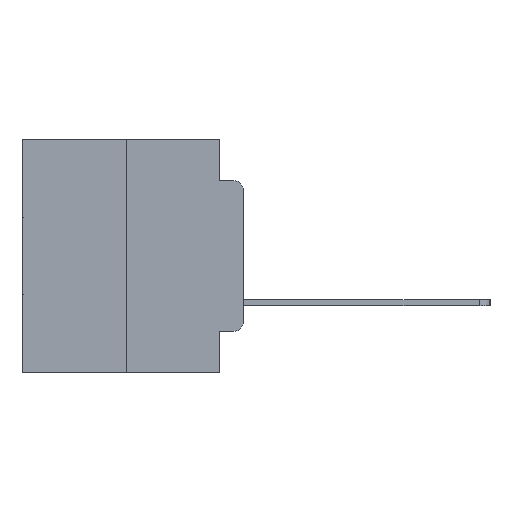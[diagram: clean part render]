
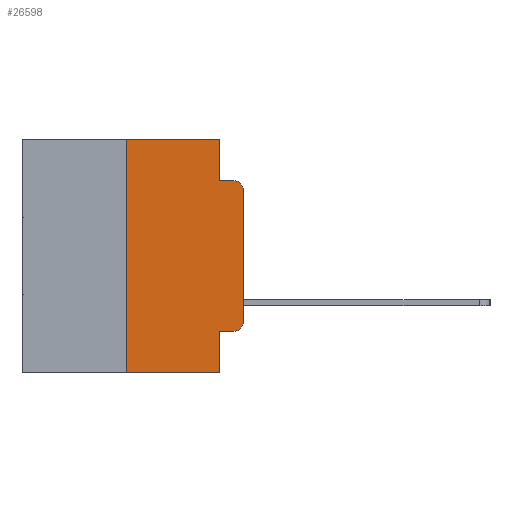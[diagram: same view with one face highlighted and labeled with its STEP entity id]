
A CAD part, left-side view. The second image highlights one B-rep face of the part: STEP entity #26598.
In plain terms, the highlighted planar face has unit normal (-1, 0, 0).
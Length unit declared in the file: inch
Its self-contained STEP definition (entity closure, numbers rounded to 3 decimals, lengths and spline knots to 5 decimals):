
#164 = VECTOR ( 'NONE', #16868, 39.37008 ) ;
#208 = VERTEX_POINT ( 'NONE', #550 ) ;
#296 = EDGE_CURVE ( 'NONE', #2417, #329, #26272, .T. ) ;
#329 = VERTEX_POINT ( 'NONE', #6629 ) ;
#550 = CARTESIAN_POINT ( 'NONE',  ( 0., 0., -0.3915 ) ) ;
#1127 = CARTESIAN_POINT ( 'NONE',  ( 0., 0.051, -0.0885 ) ) ;
#1165 = DIRECTION ( 'NONE',  ( 0., -1., 0. ) ) ;
#1836 = EDGE_CURVE ( 'NONE', #21641, #5172, #22231, .T. ) ;
#2417 = VERTEX_POINT ( 'NONE', #17130 ) ;
#2622 = EDGE_CURVE ( 'NONE', #5172, #26545, #19095, .T. ) ;
#3007 = DIRECTION ( 'NONE',  ( 0., 0., 1. ) ) ;
#3551 = VERTEX_POINT ( 'NONE', #5365 ) ;
#3605 = DIRECTION ( 'NONE',  ( 1., 0., 0. ) ) ;
#4115 = DIRECTION ( 'NONE',  ( 0., -1., 0. ) ) ;
#4861 = EDGE_CURVE ( 'NONE', #26545, #17159, #23769, .T. ) ;
#5172 = VERTEX_POINT ( 'NONE', #6834 ) ;
#5190 = AXIS2_PLACEMENT_3D ( 'NONE', #22629, #9379, #24810 ) ;
#5365 = CARTESIAN_POINT ( 'NONE',  ( 0., 0.02, -0.4115 ) ) ;
#5809 = VECTOR ( 'NONE', #12546, 39.37008 ) ;
#6433 = EDGE_CURVE ( 'NONE', #17159, #25590, #12330, .T. ) ;
#6629 = CARTESIAN_POINT ( 'NONE',  ( 0., 0.051, -0.5 ) ) ;
#6834 = CARTESIAN_POINT ( 'NONE',  ( 0., 0.25, 0. ) ) ;
#6964 = CARTESIAN_POINT ( 'NONE',  ( 0., 0.02, -0.1085 ) ) ;
#7188 = VECTOR ( 'NONE', #4115, 39.37008 ) ;
#7389 = CARTESIAN_POINT ( 'NONE',  ( 0., 0.25, -0.5 ) ) ;
#7959 = EDGE_CURVE ( 'NONE', #25663, #25590, #15496, .T. ) ;
#8067 = CARTESIAN_POINT ( 'NONE',  ( 0., 0.051, 0. ) ) ;
#8078 = VECTOR ( 'NONE', #1165, 39.37008 ) ;
#9267 = DIRECTION ( 'NONE',  ( 0., 0., -1. ) ) ;
#9379 = DIRECTION ( 'NONE',  ( -1., 0., 0. ) ) ;
#9757 = DIRECTION ( 'NONE',  ( 0., 0., -1. ) ) ;
#10419 = CARTESIAN_POINT ( 'NONE',  ( 0., 0.473, 0. ) ) ;
#10520 = CARTESIAN_POINT ( 'NONE',  ( 0., 0.473, 0. ) ) ;
#10951 = FACE_OUTER_BOUND ( 'NONE', #22804, .T. ) ;
#11012 = EDGE_CURVE ( 'NONE', #208, #25663, #23591, .T. ) ;
#11900 = LINE ( 'NONE', #27780, #5809 ) ;
#12295 = CARTESIAN_POINT ( 'NONE',  ( 0., 0., -0.1085 ) ) ;
#12300 = AXIS2_PLACEMENT_3D ( 'NONE', #10419, #3605, #19366 ) ;
#12330 = LINE ( 'NONE', #1127, #164 ) ;
#12546 = DIRECTION ( 'NONE',  ( 0., -1., 0. ) ) ;
#13982 = VECTOR ( 'NONE', #9757, 39.37008 ) ;
#14122 = LINE ( 'NONE', #14685, #8078 ) ;
#14260 = CARTESIAN_POINT ( 'NONE',  ( 0., 0.02, -0.0885 ) ) ;
#14685 = CARTESIAN_POINT ( 'NONE',  ( 0., 0.051, -0.4115 ) ) ;
#15496 = CIRCLE ( 'NONE', #24952, 0.02 ) ;
#16201 = ORIENTED_EDGE ( 'NONE', *, *, #26287, .T. ) ;
#16442 = ORIENTED_EDGE ( 'NONE', *, *, #27700, .T. ) ;
#16594 = CARTESIAN_POINT ( 'NONE',  ( 0., 0., 0. ) ) ;
#16868 = DIRECTION ( 'NONE',  ( 0., -1., 0. ) ) ;
#17130 = CARTESIAN_POINT ( 'NONE',  ( 0., 0.051, -0.4115 ) ) ;
#17159 = VERTEX_POINT ( 'NONE', #26039 ) ;
#17278 = ORIENTED_EDGE ( 'NONE', *, *, #296, .F. ) ;
#17532 = ORIENTED_EDGE ( 'NONE', *, *, #19395, .T. ) ;
#17768 = VECTOR ( 'NONE', #3007, 39.37008 ) ;
#18278 = ORIENTED_EDGE ( 'NONE', *, *, #1836, .F. ) ;
#18333 = ORIENTED_EDGE ( 'NONE', *, *, #2622, .F. ) ;
#18633 = CIRCLE ( 'NONE', #5190, 0.02 ) ;
#18920 = ORIENTED_EDGE ( 'NONE', *, *, #4861, .F. ) ;
#19000 = ORIENTED_EDGE ( 'NONE', *, *, #6433, .F. ) ;
#19095 = LINE ( 'NONE', #10520, #7188 ) ;
#19215 = ORIENTED_EDGE ( 'NONE', *, *, #7959, .T. ) ;
#19366 = DIRECTION ( 'NONE',  ( 0., 0., -1. ) ) ;
#19395 = EDGE_CURVE ( 'NONE', #21641, #329, #11900, .T. ) ;
#19629 = DIRECTION ( 'NONE',  ( 0., 0., 1. ) ) ;
#19736 = ORIENTED_EDGE ( 'NONE', *, *, #11012, .T. ) ;
#21488 = DIRECTION ( 'NONE',  ( 0., 0., -1. ) ) ;
#21546 = VECTOR ( 'NONE', #19629, 39.37008 ) ;
#21641 = VERTEX_POINT ( 'NONE', #7389 ) ;
#22231 = LINE ( 'NONE', #24403, #21546 ) ;
#22420 = VECTOR ( 'NONE', #21488, 39.37008 ) ;
#22534 = DIRECTION ( 'NONE',  ( -1., 0., 0. ) ) ;
#22629 = CARTESIAN_POINT ( 'NONE',  ( 0., 0.02, -0.3915 ) ) ;
#22804 = EDGE_LOOP ( 'NONE', ( #19736, #19215, #19000, #18920, #18333, #18278, #17532, #17278, #16442, #16201 ) ) ;
#23569 = CARTESIAN_POINT ( 'NONE',  ( 0., 0.051, 0. ) ) ;
#23591 = LINE ( 'NONE', #16594, #17768 ) ;
#23659 = PLANE ( 'NONE',  #12300 ) ;
#23769 = LINE ( 'NONE', #23569, #22420 ) ;
#24403 = CARTESIAN_POINT ( 'NONE',  ( 0., 0.25, 0. ) ) ;
#24810 = DIRECTION ( 'NONE',  ( 0., 0., -1. ) ) ;
#24952 = AXIS2_PLACEMENT_3D ( 'NONE', #6964, #22534, #9267 ) ;
#25590 = VERTEX_POINT ( 'NONE', #14260 ) ;
#25663 = VERTEX_POINT ( 'NONE', #12295 ) ;
#26039 = CARTESIAN_POINT ( 'NONE',  ( 0., 0.051, -0.0885 ) ) ;
#26272 = LINE ( 'NONE', #8067, #13982 ) ;
#26287 = EDGE_CURVE ( 'NONE', #3551, #208, #18633, .T. ) ;
#26545 = VERTEX_POINT ( 'NONE', #27672 ) ;
#26598 = ADVANCED_FACE ( 'NONE', ( #10951 ), #23659, .F. ) ;
#27672 = CARTESIAN_POINT ( 'NONE',  ( 0., 0.051, 0. ) ) ;
#27700 = EDGE_CURVE ( 'NONE', #2417, #3551, #14122, .T. ) ;
#27780 = CARTESIAN_POINT ( 'NONE',  ( 0., 0.473, -0.5 ) ) ;
